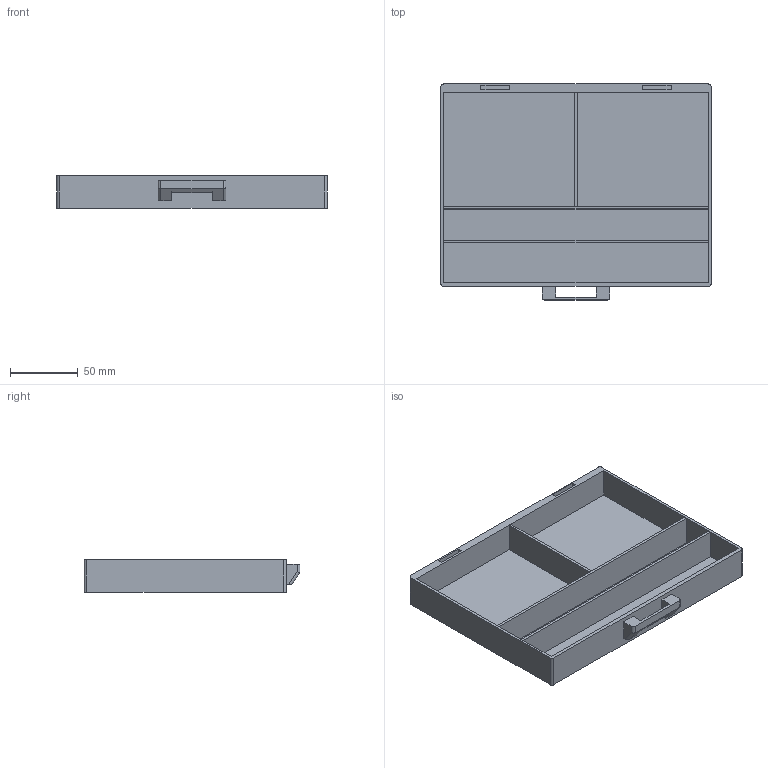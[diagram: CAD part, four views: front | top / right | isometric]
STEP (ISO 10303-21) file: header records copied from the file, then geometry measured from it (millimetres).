
FILE_DESCRIPTION(/* description */ (''),/* implementation_level */ '2;1');
FILE_NAME(/* name */ 'Lade',/* time_stamp */ '2023-12-04T15:06:19+01:00',/* author */ (''),/* organization */ (''),/* preprocessor_version */ 'ST-DEVELOPER v19.2',/* originating_system */ 'Rhino 8.1',/* authorisation */ '');
FILE_SCHEMA (('AP242_MANAGED_MODEL_BASED_3D_ENGINEERING_MIM_LF { 1 0 10303 442 3 1 4 }'));
Length unit declared in the file: millimetre
Products named in the file (1): Document
Bounding box: 199 x 159 x 24 mm (x, y, z)
Volume: 132810.5 mm3; surface area: 116982.1 mm2
Topology: 5 solids, 5 shells, 67 faces, 152 edges, 98 vertices
Faces by surface type: plane 59, cylinder 8
Entity records: 1734 total; most frequent: CARTESIAN_POINT 548, ORIENTED_EDGE 304, EDGE_CURVE 152, B_SPLINE_CURVE_WITH_KNOTS 140, VERTEX_POINT 98, DIRECTION 90, AXIS2_PLACEMENT_3D 78, EDGE_LOOP 70
